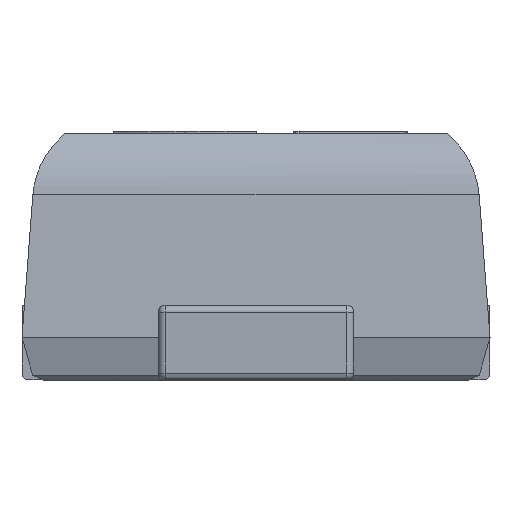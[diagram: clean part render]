
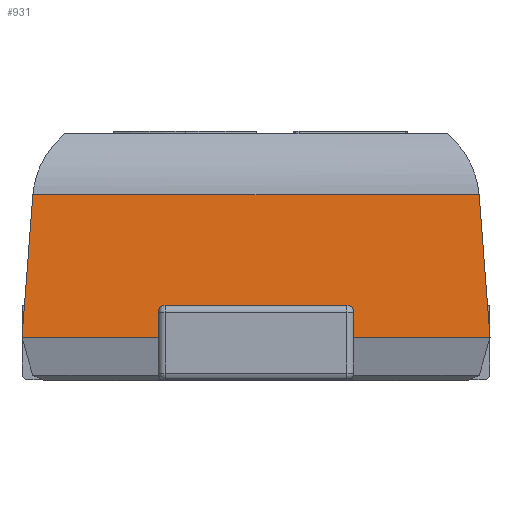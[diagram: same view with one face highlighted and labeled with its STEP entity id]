
A CAD part, left-side view. The second image highlights one B-rep face of the part: STEP entity #931.
In plain terms, the highlighted planar face has unit normal (-0.997, 0, 0.076).
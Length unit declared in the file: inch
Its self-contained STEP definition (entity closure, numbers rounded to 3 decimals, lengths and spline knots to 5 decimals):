
#14 = VERTEX_POINT ( 'NONE', #280 ) ;
#154 = EDGE_CURVE ( 'NONE', #15381, #15286, #5271, .T. ) ;
#208 = ORIENTED_EDGE ( 'NONE', *, *, #13666, .T. ) ;
#280 = CARTESIAN_POINT ( 'NONE',  ( -0.07106, 0.01791, 0.00787 ) ) ;
#334 = CARTESIAN_POINT ( 'NONE',  ( -0.07106, -0.01791, 0.00787 ) ) ;
#687 = CARTESIAN_POINT ( 'NONE',  ( -0.07071, 0.01791, 0.01253 ) ) ;
#931 = ADVANCED_FACE ( 'NONE', ( #5256 ), #15240, .F. ) ;
#967 = ORIENTED_EDGE ( 'NONE', *, *, #8527, .F. ) ;
#1055 = VECTOR ( 'NONE', #3299, 39.37008 ) ;
#1086 = ORIENTED_EDGE ( 'NONE', *, *, #7296, .T. ) ;
#1408 = CARTESIAN_POINT ( 'NONE',  ( -0.07061, -0.04292, 0.01378 ) ) ;
#1449 = CARTESIAN_POINT ( 'NONE',  ( -0.06907, 0.04092, 0.0341 ) ) ;
#1636 = ORIENTED_EDGE ( 'NONE', *, *, #154, .T. ) ;
#1735 = B_SPLINE_CURVE_WITH_KNOTS ( 'NONE', 3,
 ( #11496, #16487, #7460, #12672 ),
 .UNSPECIFIED., .F., .F.,
 ( 4, 4 ),
 ( 0.70872, 1. ),
 .UNSPECIFIED. ) ;
#2036 = EDGE_LOOP ( 'NONE', ( #8510, #967, #10665, #12699, #3702, #5508, #1086, #1636, #8877, #208 ) ) ;
#2498 = LINE ( 'NONE', #6273, #16474 ) ;
#2984 = DIRECTION ( 'NONE',  ( 0., 1., 0. ) ) ;
#3272 = CARTESIAN_POINT ( 'NONE',  ( -0.07061, 0.01666, 0.01378 ) ) ;
#3299 = DIRECTION ( 'NONE',  ( 0.076, -0.076, 0.994 ) ) ;
#3702 = ORIENTED_EDGE ( 'NONE', *, *, #8747, .F. ) ;
#3858 = AXIS2_PLACEMENT_3D ( 'NONE', #15756, #5566, #9490 ) ;
#4812 = VERTEX_POINT ( 'NONE', #11487 ) ;
#4994 = DIRECTION ( 'NONE',  ( 0., 1., 0. ) ) ;
#5023 = CARTESIAN_POINT ( 'NONE',  ( -0.07061, -0.01666, 0.01378 ) ) ;
#5256 = FACE_OUTER_BOUND ( 'NONE', #2036, .T. ) ;
#5271 =( BOUNDED_CURVE ( )  B_SPLINE_CURVE ( 3, ( #687, #5817, #9585, #3272 ),
 .UNSPECIFIED., .F., .T. ) 
 B_SPLINE_CURVE_WITH_KNOTS ( ( 4, 4 ),
 ( 1.5708, 3.14159 ),
 .UNSPECIFIED. ) 
 CURVE ( )  GEOMETRIC_REPRESENTATION_ITEM ( )  RATIONAL_B_SPLINE_CURVE ( ( 1., 0.805, 0.805, 1. ) ) 
 REPRESENTATION_ITEM ( '' )  );
#5508 = ORIENTED_EDGE ( 'NONE', *, *, #9011, .F. ) ;
#5566 = DIRECTION ( 'NONE',  ( 0.997, 0., -0.076 ) ) ;
#5817 = CARTESIAN_POINT ( 'NONE',  ( -0.07065, 0.01791, 0.01326 ) ) ;
#6018 = VECTOR ( 'NONE', #11105, 39.37008 ) ;
#6094 = LINE ( 'NONE', #13386, #6018 ) ;
#6113 = CARTESIAN_POINT ( 'NONE',  ( -0.07106, -0.02625, 0.00787 ) ) ;
#6234 = CARTESIAN_POINT ( 'NONE',  ( -0.06907, -0.04092, 0.0341 ) ) ;
#6273 = CARTESIAN_POINT ( 'NONE',  ( -0.07125, -0.01791, 0.00541 ) ) ;
#6360 = B_SPLINE_CURVE_WITH_KNOTS ( 'NONE', 3,
 ( #12472, #8519, #6113, #8357 ),
 .UNSPECIFIED., .F., .F.,
 ( 4, 4 ),
 ( 0., 0.29128 ),
 .UNSPECIFIED. ) ;
#6688 = LINE ( 'NONE', #6778, #12965 ) ;
#6777 = CARTESIAN_POINT ( 'NONE',  ( -0.07106, 0.04291, 0.00787 ) ) ;
#6778 = CARTESIAN_POINT ( 'NONE',  ( -0.06827, -0.04012, 0.04462 ) ) ;
#7296 = EDGE_CURVE ( 'NONE', #14, #15381, #6094, .T. ) ;
#7460 = CARTESIAN_POINT ( 'NONE',  ( -0.07106, 0.03458, 0.00787 ) ) ;
#7538 = VERTEX_POINT ( 'NONE', #6234 ) ;
#7838 = EDGE_CURVE ( 'NONE', #7538, #13243, #6688, .T. ) ;
#8099 = CARTESIAN_POINT ( 'NONE',  ( -0.06907, -0.04292, 0.0341 ) ) ;
#8357 = CARTESIAN_POINT ( 'NONE',  ( -0.07106, -0.01791, 0.00787 ) ) ;
#8510 = ORIENTED_EDGE ( 'NONE', *, *, #14158, .F. ) ;
#8519 = CARTESIAN_POINT ( 'NONE',  ( -0.07106, -0.03458, 0.00787 ) ) ;
#8527 = EDGE_CURVE ( 'NONE', #13243, #9947, #6360, .T. ) ;
#8747 = EDGE_CURVE ( 'NONE', #9350, #13210, #12374, .T. ) ;
#8798 = DIRECTION ( 'NONE',  ( 0.076, 0., 0.997 ) ) ;
#8877 = ORIENTED_EDGE ( 'NONE', *, *, #11214, .F. ) ;
#9011 = EDGE_CURVE ( 'NONE', #14, #9350, #1735, .T. ) ;
#9179 = CARTESIAN_POINT ( 'NONE',  ( -0.07106, -0.04291, 0.00787 ) ) ;
#9350 = VERTEX_POINT ( 'NONE', #6777 ) ;
#9490 = DIRECTION ( 'NONE',  ( -0.076, 0., -0.997 ) ) ;
#9585 = CARTESIAN_POINT ( 'NONE',  ( -0.07061, 0.0174, 0.01378 ) ) ;
#9739 =( BOUNDED_CURVE ( )  B_SPLINE_CURVE ( 3, ( #5023, #10245, #12603, #12924 ),
 .UNSPECIFIED., .F., .T. ) 
 B_SPLINE_CURVE_WITH_KNOTS ( ( 4, 4 ),
 ( 0., 1.5708 ),
 .UNSPECIFIED. ) 
 CURVE ( )  GEOMETRIC_REPRESENTATION_ITEM ( )  RATIONAL_B_SPLINE_CURVE ( ( 1., 0.805, 0.805, 1. ) ) 
 REPRESENTATION_ITEM ( '' )  );
#9947 = VERTEX_POINT ( 'NONE', #334 ) ;
#10245 = CARTESIAN_POINT ( 'NONE',  ( -0.07061, -0.0174, 0.01378 ) ) ;
#10665 = ORIENTED_EDGE ( 'NONE', *, *, #7838, .F. ) ;
#11105 = DIRECTION ( 'NONE',  ( 0.076, 0., 0.997 ) ) ;
#11214 = EDGE_CURVE ( 'NONE', #15786, #15286, #16175, .T. ) ;
#11259 = CARTESIAN_POINT ( 'NONE',  ( -0.07071, 0.01791, 0.01253 ) ) ;
#11487 = CARTESIAN_POINT ( 'NONE',  ( -0.07071, -0.01791, 0.01253 ) ) ;
#11496 = CARTESIAN_POINT ( 'NONE',  ( -0.07106, 0.01791, 0.00787 ) ) ;
#11645 = CARTESIAN_POINT ( 'NONE',  ( -0.07061, -0.01666, 0.01378 ) ) ;
#11965 = LINE ( 'NONE', #8099, #12745 ) ;
#12374 = LINE ( 'NONE', #14701, #1055 ) ;
#12472 = CARTESIAN_POINT ( 'NONE',  ( -0.07106, -0.04291, 0.00787 ) ) ;
#12521 = CARTESIAN_POINT ( 'NONE',  ( -0.07061, 0.01666, 0.01378 ) ) ;
#12603 = CARTESIAN_POINT ( 'NONE',  ( -0.07065, -0.01791, 0.01326 ) ) ;
#12672 = CARTESIAN_POINT ( 'NONE',  ( -0.07106, 0.04291, 0.00787 ) ) ;
#12699 = ORIENTED_EDGE ( 'NONE', *, *, #14884, .T. ) ;
#12745 = VECTOR ( 'NONE', #2984, 39.37008 ) ;
#12924 = CARTESIAN_POINT ( 'NONE',  ( -0.07071, -0.01791, 0.01253 ) ) ;
#12965 = VECTOR ( 'NONE', #15733, 39.37008 ) ;
#13210 = VERTEX_POINT ( 'NONE', #1449 ) ;
#13243 = VERTEX_POINT ( 'NONE', #9179 ) ;
#13386 = CARTESIAN_POINT ( 'NONE',  ( -0.07125, 0.01791, 0.00541 ) ) ;
#13666 = EDGE_CURVE ( 'NONE', #15786, #4812, #9739, .T. ) ;
#14158 = EDGE_CURVE ( 'NONE', #9947, #4812, #2498, .T. ) ;
#14701 = CARTESIAN_POINT ( 'NONE',  ( -0.06827, 0.04012, 0.04462 ) ) ;
#14884 = EDGE_CURVE ( 'NONE', #7538, #13210, #11965, .T. ) ;
#14987 = VECTOR ( 'NONE', #4994, 39.37008 ) ;
#15240 = PLANE ( 'NONE',  #3858 ) ;
#15286 = VERTEX_POINT ( 'NONE', #12521 ) ;
#15381 = VERTEX_POINT ( 'NONE', #11259 ) ;
#15733 = DIRECTION ( 'NONE',  ( -0.076, -0.076, -0.994 ) ) ;
#15756 = CARTESIAN_POINT ( 'NONE',  ( -0.07125, -0.04292, 0.00541 ) ) ;
#15786 = VERTEX_POINT ( 'NONE', #11645 ) ;
#16175 = LINE ( 'NONE', #1408, #14987 ) ;
#16474 = VECTOR ( 'NONE', #8798, 39.37008 ) ;
#16487 = CARTESIAN_POINT ( 'NONE',  ( -0.07106, 0.02625, 0.00787 ) ) ;
